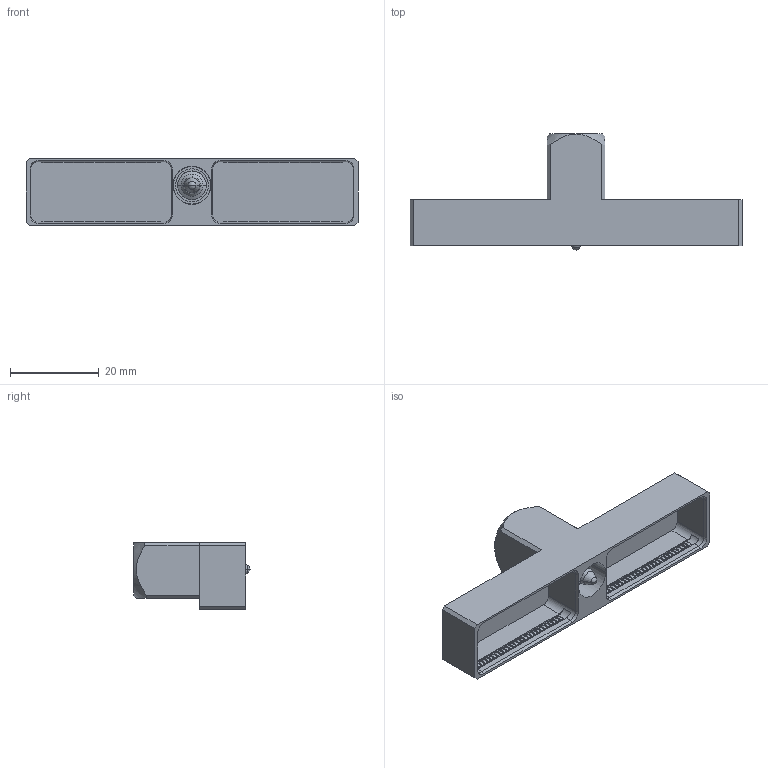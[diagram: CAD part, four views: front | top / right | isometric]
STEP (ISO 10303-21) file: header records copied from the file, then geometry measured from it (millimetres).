
FILE_DESCRIPTION((''),'2;1');
FILE_NAME('SIM2D34K100','2019-09-19T',('presta_be4'),(''),'PRO/ENGINEER BY PARAMETRIC TECHNOLOGY CORPORATION, 2014310','PRO/ENGINEER BY PARAMETRIC TECHNOLOGY CORPORATION, 2014310','');
FILE_SCHEMA(('CONFIG_CONTROL_DESIGN'));
Products named in the file (1): SIM2D34K100
Bounding box: 74.95 x 26.2 x 15.06 mm (x, y, z)
Volume: 5120.4 mm3; surface area: 8752.8 mm2
Topology: 1 solids, 1 shells, 3176 faces, 9118 edges, 5489 vertices
Faces by surface type: plane 1008, cylinder 850, cone 450, sphere 434, torus 432, bspline 2
Entity records: 100121 total; most frequent: DIRECTION 18487, CARTESIAN_POINT 18004, ORIENTED_EDGE 16504, EDGE_CURVE 8252, AXIS2_PLACEMENT_3D 7080, VERTEX_POINT 5489, VECTOR 4327, LINE 4327
